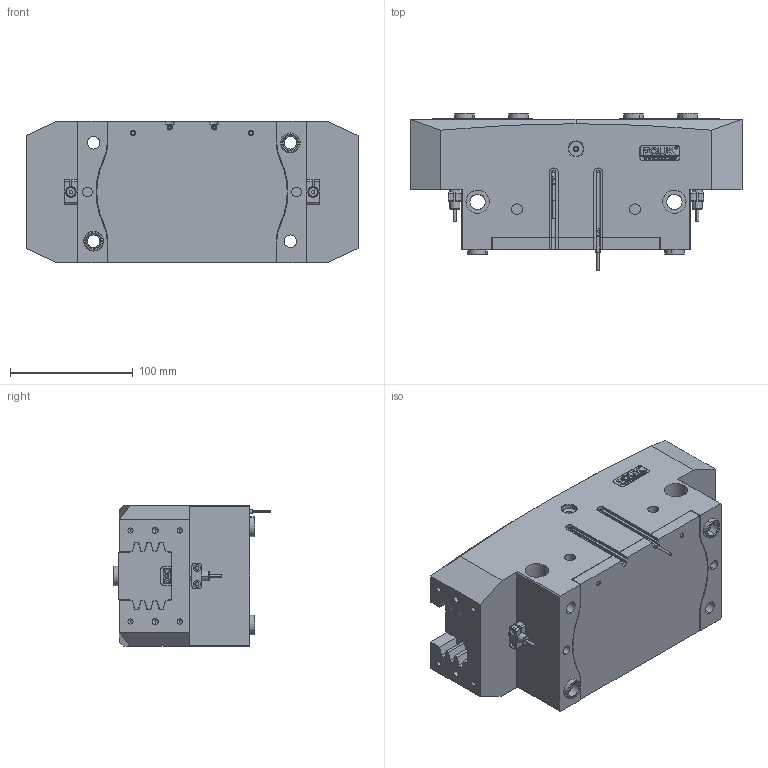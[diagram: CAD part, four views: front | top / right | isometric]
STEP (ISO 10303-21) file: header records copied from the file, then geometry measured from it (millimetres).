
FILE_DESCRIPTION (( 'STEP AP203' ), '1' );
FILE_NAME ('FR117-270-S.STEP', '2025-08-15T01:55:21', ( 'USER-' ), ( 'Microsoft' ), 'SwSTEP 2.0', 'SolidWorks 2018', '' );
FILE_SCHEMA (( 'CONFIG_CONTROL_DESIGN' ));
Length unit declared in the file: millimetre
Products named in the file (13): 棠羲換覜ん; 32x12-R2; 内六角圆柱头螺钉[GBT70_1-2008][M2.5×8]; P-GS-T-01 諉輪羲壽標厥釱; TRT117-270-MX-01 喘倛褲极-1; ﾏ擎ﾗ16｡ﾁ12｡ﾁ8; TRT117-270-SX-02 喘倛賑輸; 8-30 換覜ん; TRT117-270-MX-05菁裔啣-1; FR117-270-S; TRT117-270-MX-06 笢猾え-1; 揤輸杅耀.sldasm-Part-9; 揤輸
Assembly tree (23 placements, depth 3):
  FR117-270-S
    TRT117-270-MX-01 喘倛褲极-1
    TRT117-270-MX-05菁裔啣-1
    8-30 換覜ん  x2
    P-GS-T-01 諉輪羲壽標厥釱  x2
    32x12-R2
    棠羲換覜ん  x2
    ﾏ擎ﾗ16｡ﾁ12｡ﾁ8  x6
    TRT117-270-SX-02 喘倛賑輸  x2
    TRT117-270-MX-06 笢猾え-1
    揤輸  x2
      揤輸杅耀.sldasm-Part-9
      内六角圆柱头螺钉[GBT70_1-2008][M2.5×8]
Bounding box: 270 x 128 x 115 mm (x, y, z)
Volume: 2544791.1 mm3; surface area: 318943.7 mm2
Topology: 24 solids, 28 shells, 1413 faces, 3613 edges, 2299 vertices
Faces by surface type: plane 622, cylinder 409, cone 211, bspline 155, torus 16
Entity records: 41163 total; most frequent: CARTESIAN_POINT 12903, ORIENTED_EDGE 5678, DIRECTION 5158, EDGE_CURVE 2839, VERTEX_POINT 1853, VECTOR 1794, LINE 1794, AXIS2_PLACEMENT_3D 1682
